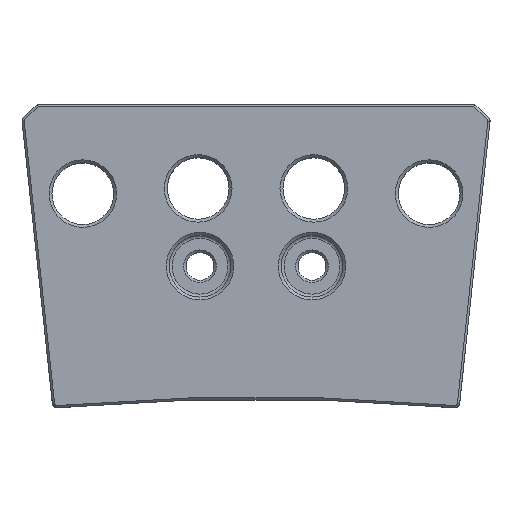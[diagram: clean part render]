
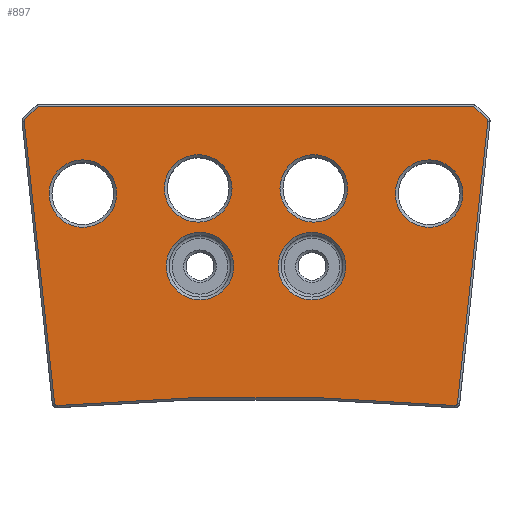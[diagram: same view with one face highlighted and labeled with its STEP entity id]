
A CAD part, top view. The second image highlights one B-rep face of the part: STEP entity #897.
In plain terms, the highlighted planar face has unit normal (0, 0, 1).
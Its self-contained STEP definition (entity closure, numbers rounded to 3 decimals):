
#289=CARTESIAN_POINT('',(148.379,1789.5,118.0));
#290=VERTEX_POINT('',#289);
#291=CARTESIAN_POINT('',(157.418,1780.46,118.0));
#292=VERTEX_POINT('',#291);
#293=CARTESIAN_POINT('',(148.379,1789.5,118.0));
#294=DIRECTION('',(0.707,-0.707,0.0));
#295=VECTOR('',#294,12.784);
#296=LINE('',#293,#295);
#297=EDGE_CURVE('',#290,#292,#296,.T.);
#329=CARTESIAN_POINT('',(157.849,1779.239,118.0));
#330=VERTEX_POINT('',#329);
#347=CARTESIAN_POINT('',(156.358,1779.4,118.0));
#348=DIRECTION('',(0.0,0.0,-1.0));
#349=DIRECTION('',(0.943,0.333,0.0));
#350=AXIS2_PLACEMENT_3D('',#347,#348,#349);
#351=CIRCLE('',#350,1.5);
#352=EDGE_CURVE('',#292,#330,#351,.T.);
#362=CARTESIAN_POINT('',(137.145,1587.053,118.0));
#363=VERTEX_POINT('',#362);
#379=CARTESIAN_POINT('',(157.849,1779.239,118.0));
#380=DIRECTION('',(-0.107,-0.994,0.0));
#381=VECTOR('',#380,193.298);
#382=LINE('',#379,#381);
#383=EDGE_CURVE('',#330,#363,#382,.T.);
#393=CARTESIAN_POINT('',(135.526,1585.719,118.0));
#394=VERTEX_POINT('',#393);
#411=CARTESIAN_POINT('',(135.653,1587.214,118.0));
#412=DIRECTION('',(0.0,0.0,-1.0));
#413=DIRECTION('',(0.636,-0.772,0.0));
#414=AXIS2_PLACEMENT_3D('',#411,#412,#413);
#415=CIRCLE('',#414,1.5);
#416=EDGE_CURVE('',#363,#394,#415,.T.);
#426=CARTESIAN_POINT('',(-135.526,1585.719,118.0));
#427=VERTEX_POINT('',#426);
#444=CARTESIAN_POINT('',(0.0,0.0,118.0));
#445=DIRECTION('',(0.0,0.0,1.0));
#446=DIRECTION('',(0.089,0.996,0.0));
#447=AXIS2_PLACEMENT_3D('',#444,#445,#446);
#448=CIRCLE('',#447,1591.5);
#449=EDGE_CURVE('',#394,#427,#448,.T.);
#459=CARTESIAN_POINT('',(-137.145,1587.053,118.0));
#460=VERTEX_POINT('',#459);
#477=CARTESIAN_POINT('',(-135.653,1587.214,118.0));
#478=DIRECTION('',(0.0,0.0,-1.0));
#479=DIRECTION('',(-0.636,-0.772,0.0));
#480=AXIS2_PLACEMENT_3D('',#477,#478,#479);
#481=CIRCLE('',#480,1.5);
#482=EDGE_CURVE('',#427,#460,#481,.T.);
#492=CARTESIAN_POINT('',(-157.849,1779.239,118.0));
#493=VERTEX_POINT('',#492);
#509=CARTESIAN_POINT('',(-137.145,1587.053,118.0));
#510=DIRECTION('',(-0.107,0.994,0.0));
#511=VECTOR('',#510,193.298);
#512=LINE('',#509,#511);
#513=EDGE_CURVE('',#460,#493,#512,.T.);
#523=CARTESIAN_POINT('',(-157.418,1780.46,118.0));
#524=VERTEX_POINT('',#523);
#541=CARTESIAN_POINT('',(-156.358,1779.4,118.0));
#542=DIRECTION('',(0.0,0.0,-1.0));
#543=DIRECTION('',(-0.943,0.333,0.0));
#544=AXIS2_PLACEMENT_3D('',#541,#542,#543);
#545=CIRCLE('',#544,1.5);
#546=EDGE_CURVE('',#493,#524,#545,.T.);
#565=CARTESIAN_POINT('',(-148.379,1789.5,118.0));
#566=VERTEX_POINT('',#565);
#567=CARTESIAN_POINT('',(-157.418,1780.46,118.0));
#568=DIRECTION('',(0.707,0.707,0.0));
#569=VECTOR('',#568,12.784);
#570=LINE('',#567,#569);
#571=EDGE_CURVE('',#524,#566,#570,.T.);
#587=CARTESIAN_POINT('',(-148.379,1789.5,118.0));
#588=DIRECTION('',(1.0,0.0,0.0));
#589=VECTOR('',#588,296.757);
#590=LINE('',#587,#589);
#591=EDGE_CURVE('',#566,#290,#590,.T.);
#814=CARTESIAN_POINT('',(0.0,0.0,118.0));
#815=DIRECTION('',(0.0,0.0,-1.0));
#816=DIRECTION('',(-1.0,0.0,0.0));
#817=AXIS2_PLACEMENT_3D('',#814,#815,#816);
#818=PLANE('',#817);
#819=ORIENTED_EDGE('',*,*,#297,.F.);
#820=ORIENTED_EDGE('',*,*,#591,.F.);
#821=ORIENTED_EDGE('',*,*,#571,.F.);
#822=ORIENTED_EDGE('',*,*,#546,.F.);
#823=ORIENTED_EDGE('',*,*,#513,.F.);
#824=ORIENTED_EDGE('',*,*,#482,.F.);
#825=ORIENTED_EDGE('',*,*,#449,.F.);
#826=ORIENTED_EDGE('',*,*,#416,.F.);
#827=ORIENTED_EDGE('',*,*,#383,.F.);
#828=ORIENTED_EDGE('',*,*,#352,.F.);
#829=EDGE_LOOP('',(#819,#820,#821,#822,#823,#824,#825,#826,#827,#828));
#830=FACE_OUTER_BOUND('',#829,.T.);
#831=CARTESIAN_POINT('',(61.137,1680.567,118.0));
#832=VERTEX_POINT('',#831);
#833=CARTESIAN_POINT('',(38.137,1680.567,118.0));
#834=DIRECTION('',(0.0,0.0,1.0));
#835=DIRECTION('',(-1.0,0.0,0.0));
#836=AXIS2_PLACEMENT_3D('',#833,#834,#835);
#837=CIRCLE('',#836,23.0);
#838=EDGE_CURVE('',#832,#832,#837,.T.);
#839=ORIENTED_EDGE('',*,*,#838,.F.);
#840=EDGE_LOOP('',(#839));
#841=FACE_BOUND('',#840,.T.);
#842=CARTESIAN_POINT('',(140.939,1729.985,118.0));
#843=VERTEX_POINT('',#842);
#844=CARTESIAN_POINT('',(117.939,1729.985,118.0));
#845=DIRECTION('',(0.0,0.0,1.0));
#846=DIRECTION('',(-1.0,0.0,0.0));
#847=AXIS2_PLACEMENT_3D('',#844,#845,#846);
#848=CIRCLE('',#847,23.);
#849=EDGE_CURVE('',#843,#843,#848,.T.);
#850=ORIENTED_EDGE('',*,*,#849,.F.);
#851=EDGE_LOOP('',(#850));
#852=FACE_BOUND('',#851,.T.);
#853=CARTESIAN_POINT('',(-16.34,1733.554,118.0));
#854=VERTEX_POINT('',#853);
#855=CARTESIAN_POINT('',(-39.34,1733.554,118.0));
#856=DIRECTION('',(0.0,0.0,1.0));
#857=DIRECTION('',(-1.0,0.0,0.0));
#858=AXIS2_PLACEMENT_3D('',#855,#856,#857);
#859=CIRCLE('',#858,23.);
#860=EDGE_CURVE('',#854,#854,#859,.T.);
#861=ORIENTED_EDGE('',*,*,#860,.F.);
#862=EDGE_LOOP('',(#861));
#863=FACE_BOUND('',#862,.T.);
#864=CARTESIAN_POINT('',(-94.939,1729.985,118.0));
#865=VERTEX_POINT('',#864);
#866=CARTESIAN_POINT('',(-117.939,1729.985,118.0));
#867=DIRECTION('',(0.0,0.0,1.0));
#868=DIRECTION('',(-1.0,0.0,0.0));
#869=AXIS2_PLACEMENT_3D('',#866,#867,#868);
#870=CIRCLE('',#869,23.);
#871=EDGE_CURVE('',#865,#865,#870,.T.);
#872=ORIENTED_EDGE('',*,*,#871,.F.);
#873=EDGE_LOOP('',(#872));
#874=FACE_BOUND('',#873,.T.);
#875=CARTESIAN_POINT('',(62.34,1733.554,118.0));
#876=VERTEX_POINT('',#875);
#877=CARTESIAN_POINT('',(39.34,1733.554,118.0));
#878=DIRECTION('',(0.0,0.0,1.0));
#879=DIRECTION('',(-1.0,0.0,0.0));
#880=AXIS2_PLACEMENT_3D('',#877,#878,#879);
#881=CIRCLE('',#880,23.0);
#882=EDGE_CURVE('',#876,#876,#881,.T.);
#883=ORIENTED_EDGE('',*,*,#882,.F.);
#884=EDGE_LOOP('',(#883));
#885=FACE_BOUND('',#884,.T.);
#886=CARTESIAN_POINT('',(-15.137,1680.567,118.0));
#887=VERTEX_POINT('',#886);
#888=CARTESIAN_POINT('',(-38.137,1680.567,118.0));
#889=DIRECTION('',(0.0,0.0,1.0));
#890=DIRECTION('',(-1.0,0.0,0.0));
#891=AXIS2_PLACEMENT_3D('',#888,#889,#890);
#892=CIRCLE('',#891,23.);
#893=EDGE_CURVE('',#887,#887,#892,.T.);
#894=ORIENTED_EDGE('',*,*,#893,.F.);
#895=EDGE_LOOP('',(#894));
#896=FACE_BOUND('',#895,.T.);
#897=ADVANCED_FACE('',(#830,#841,#852,#863,#874,#885,#896),#818,.F.);
